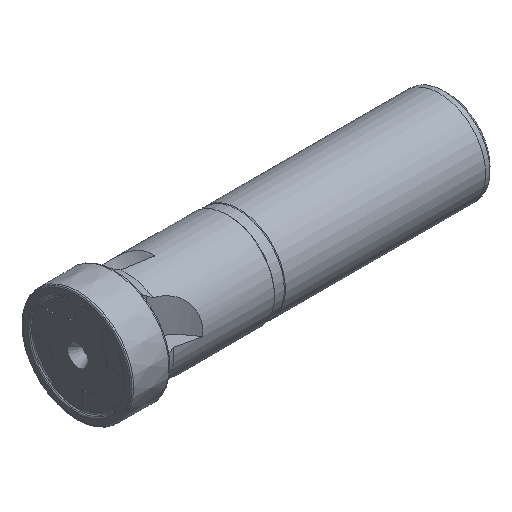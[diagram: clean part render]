
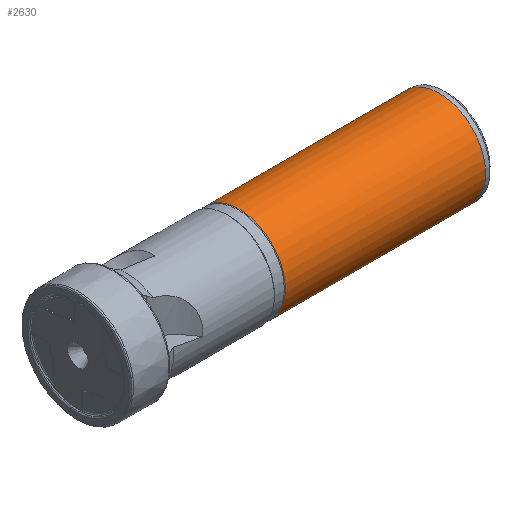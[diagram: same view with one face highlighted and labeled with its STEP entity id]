
A CAD part, isometric view. The second image highlights one B-rep face of the part: STEP entity #2630.
In plain terms, the highlighted cylindrical face has radius 12.5 mm (diameter 25 mm), a full revolution.
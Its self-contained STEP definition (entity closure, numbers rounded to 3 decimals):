
#94 = VERTEX_POINT ( 'NONE', #3764 ) ;
#236 = AXIS2_PLACEMENT_3D ( 'NONE', #1277, #4326, #1712 ) ;
#409 = ORIENTED_EDGE ( 'NONE', *, *, #2470, .T. ) ;
#521 = CARTESIAN_POINT ( 'NONE',  ( 73.55, 9.7, 7.884 ) ) ;
#529 = CARTESIAN_POINT ( 'NONE',  ( 57.553, 13.597, 3.089 ) ) ;
#560 = EDGE_LOOP ( 'NONE', ( #3277, #4514, #2038, #4901 ) ) ;
#647 = CARTESIAN_POINT ( 'NONE',  ( 82.5, 9.7, 7.884 ) ) ;
#761 = VECTOR ( 'NONE', #2507, 1000. ) ;
#902 = CARTESIAN_POINT ( 'NONE',  ( 0., 9.7, 7.884 ) ) ;
#952 = DIRECTION ( 'NONE',  ( -1., 0., 0. ) ) ;
#1004 = FACE_BOUND ( 'NONE', #560, .T. ) ;
#1068 = EDGE_CURVE ( 'NONE', #2268, #1093, #2203, .T. ) ;
#1093 = VERTEX_POINT ( 'NONE', #4928 ) ;
#1094 = DIRECTION ( 'NONE',  ( 0., 0., 1. ) ) ;
#1277 = CARTESIAN_POINT ( 'NONE',  ( 97.25, 0., 0. ) ) ;
#1278 = FACE_OUTER_BOUND ( 'NONE', #4611, .T. ) ;
#1338 = CARTESIAN_POINT ( 'NONE',  ( 61.45, 9.7, -7.884 ) ) ;
#1398 = CARTESIAN_POINT ( 'NONE',  ( 77.447, 13.597, -3.089 ) ) ;
#1470 = CARTESIAN_POINT ( 'NONE',  ( 43.327, 0., -12.5 ) ) ;
#1524 = ORIENTED_EDGE ( 'NONE', *, *, #3794, .T. ) ;
#1589 = VECTOR ( 'NONE', #952, 1000. ) ;
#1629 = CARTESIAN_POINT ( 'NONE',  ( 97.25, 9.7, 7.884 ) ) ;
#1712 = DIRECTION ( 'NONE',  ( 0., 0., 1. ) ) ;
#1787 = LINE ( 'NONE', #902, #2941 ) ;
#1917 = VERTEX_POINT ( 'NONE', #2918 ) ;
#1931 = CARTESIAN_POINT ( 'NONE',  ( 78.603, 13.597, -3.089 ) ) ;
#2009 = CYLINDRICAL_SURFACE ( 'NONE', #4336, 12.5 ) ;
#2038 = ORIENTED_EDGE ( 'NONE', *, *, #3789, .F. ) ;
#2054 = DIRECTION ( 'NONE',  ( 1., 0., 0. ) ) ;
#2064 = CARTESIAN_POINT ( 'NONE',  ( 0., 9.7, -7.884 ) ) ;
#2203 =( BOUNDED_CURVE ( )  B_SPLINE_CURVE ( 3, ( #4896, #4449, #529, #2278 ),
 .UNSPECIFIED., .F., .T. ) 
 B_SPLINE_CURVE_WITH_KNOTS ( ( 4, 4 ),
 ( 5.601, 6.966 ),
 .UNSPECIFIED. ) 
 CURVE ( )  GEOMETRIC_REPRESENTATION_ITEM ( )  RATIONAL_B_SPLINE_CURVE ( ( 1., 0.851, 0.851, 1. ) ) 
 REPRESENTATION_ITEM ( '' )  );
#2207 = CIRCLE ( 'NONE', #4350, 12.5 ) ;
#2268 = VERTEX_POINT ( 'NONE', #1338 ) ;
#2274 = ORIENTED_EDGE ( 'NONE', *, *, #4004, .F. ) ;
#2278 = CARTESIAN_POINT ( 'NONE',  ( 61.45, 9.7, 7.884 ) ) ;
#2301 = FACE_OUTER_BOUND ( 'NONE', #2757, .T. ) ;
#2303 = VERTEX_POINT ( 'NONE', #2422 ) ;
#2343 = VERTEX_POINT ( 'NONE', #1470 ) ;
#2422 = CARTESIAN_POINT ( 'NONE',  ( 73.55, 9.7, 7.884 ) ) ;
#2464 = VERTEX_POINT ( 'NONE', #2577 ) ;
#2470 = EDGE_CURVE ( 'NONE', #94, #3803, #4904, .T. ) ;
#2477 =( BOUNDED_CURVE ( )  B_SPLINE_CURVE ( 3, ( #521, #4870, #1398, #4439 ),
 .UNSPECIFIED., .F., .F. ) 
 B_SPLINE_CURVE_WITH_KNOTS ( ( 4, 4 ),
 ( 2.459, 3.824 ),
 .UNSPECIFIED. ) 
 CURVE ( )  GEOMETRIC_REPRESENTATION_ITEM ( )  RATIONAL_B_SPLINE_CURVE ( ( 1., 0.851, 0.851, 1. ) ) 
 REPRESENTATION_ITEM ( '' )  );
#2507 = DIRECTION ( 'NONE',  ( -1., 0., 0. ) ) ;
#2577 = CARTESIAN_POINT ( 'NONE',  ( 82.5, 9.7, -7.884 ) ) ;
#2619 = CARTESIAN_POINT ( 'NONE',  ( 73.55, 9.7, -7.884 ) ) ;
#2630 = ADVANCED_FACE ( 'NONE', ( #1004, #2301, #1278 ), #2009, .T. ) ;
#2757 = EDGE_LOOP ( 'NONE', ( #409, #5491, #3708, #2274 ) ) ;
#2821 = CARTESIAN_POINT ( 'NONE',  ( 82.5, 9.7, -7.884 ) ) ;
#2915 = CARTESIAN_POINT ( 'NONE',  ( 0., 9.7, 7.884 ) ) ;
#2918 = CARTESIAN_POINT ( 'NONE',  ( 82.5, 9.7, 7.884 ) ) ;
#2941 = VECTOR ( 'NONE', #4383, 1000. ) ;
#3226 = LINE ( 'NONE', #2915, #4531 ) ;
#3251 = CARTESIAN_POINT ( 'NONE',  ( 78.603, 13.597, 3.089 ) ) ;
#3277 = ORIENTED_EDGE ( 'NONE', *, *, #4610, .F. ) ;
#3346 = LINE ( 'NONE', #2064, #761 ) ;
#3708 = ORIENTED_EDGE ( 'NONE', *, *, #4538, .F. ) ;
#3764 = CARTESIAN_POINT ( 'NONE',  ( 97.25, 9.7, -7.884 ) ) ;
#3789 = EDGE_CURVE ( 'NONE', #1093, #2303, #3226, .T. ) ;
#3794 = EDGE_CURVE ( 'NONE', #2343, #2343, #2207, .T. ) ;
#3803 = VERTEX_POINT ( 'NONE', #1629 ) ;
#4004 = EDGE_CURVE ( 'NONE', #94, #2464, #5075, .T. ) ;
#4135 =( BOUNDED_CURVE ( )  B_SPLINE_CURVE ( 3, ( #2821, #1931, #3251, #647 ),
 .UNSPECIFIED., .F., .F. ) 
 B_SPLINE_CURVE_WITH_KNOTS ( ( 4, 4 ),
 ( 5.601, 6.966 ),
 .UNSPECIFIED. ) 
 CURVE ( )  GEOMETRIC_REPRESENTATION_ITEM ( )  RATIONAL_B_SPLINE_CURVE ( ( 1., 0.851, 0.851, 1. ) ) 
 REPRESENTATION_ITEM ( '' )  );
#4290 = VERTEX_POINT ( 'NONE', #2619 ) ;
#4326 = DIRECTION ( 'NONE',  ( -1., 0., 0. ) ) ;
#4336 = AXIS2_PLACEMENT_3D ( 'NONE', #5024, #4583, #1094 ) ;
#4350 = AXIS2_PLACEMENT_3D ( 'NONE', #4672, #2054, #5126 ) ;
#4383 = DIRECTION ( 'NONE',  ( 1., 0., 0. ) ) ;
#4429 = CARTESIAN_POINT ( 'NONE',  ( 0., 9.7, -7.884 ) ) ;
#4439 = CARTESIAN_POINT ( 'NONE',  ( 73.55, 9.7, -7.884 ) ) ;
#4449 = CARTESIAN_POINT ( 'NONE',  ( 57.553, 13.597, -3.089 ) ) ;
#4514 = ORIENTED_EDGE ( 'NONE', *, *, #5182, .F. ) ;
#4531 = VECTOR ( 'NONE', #5542, 1000. ) ;
#4538 = EDGE_CURVE ( 'NONE', #2464, #1917, #4135, .T. ) ;
#4583 = DIRECTION ( 'NONE',  ( -1., 0., 0. ) ) ;
#4610 = EDGE_CURVE ( 'NONE', #4290, #2268, #3346, .T. ) ;
#4611 = EDGE_LOOP ( 'NONE', ( #1524 ) ) ;
#4672 = CARTESIAN_POINT ( 'NONE',  ( 43.327, 0., 0. ) ) ;
#4870 = CARTESIAN_POINT ( 'NONE',  ( 77.447, 13.597, 3.089 ) ) ;
#4896 = CARTESIAN_POINT ( 'NONE',  ( 61.45, 9.7, -7.884 ) ) ;
#4901 = ORIENTED_EDGE ( 'NONE', *, *, #1068, .F. ) ;
#4904 = CIRCLE ( 'NONE', #236, 12.5 ) ;
#4928 = CARTESIAN_POINT ( 'NONE',  ( 61.45, 9.7, 7.884 ) ) ;
#5024 = CARTESIAN_POINT ( 'NONE',  ( 0., 0., 0. ) ) ;
#5075 = LINE ( 'NONE', #4429, #1589 ) ;
#5126 = DIRECTION ( 'NONE',  ( 0., 0., -1. ) ) ;
#5182 = EDGE_CURVE ( 'NONE', #2303, #4290, #2477, .T. ) ;
#5491 = ORIENTED_EDGE ( 'NONE', *, *, #5533, .F. ) ;
#5533 = EDGE_CURVE ( 'NONE', #1917, #3803, #1787, .T. ) ;
#5542 = DIRECTION ( 'NONE',  ( 1., 0., 0. ) ) ;
